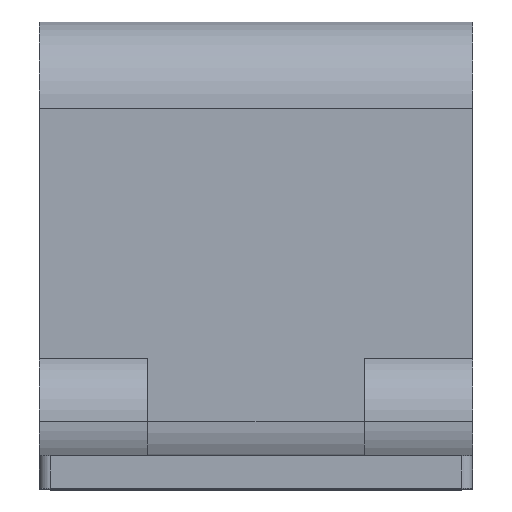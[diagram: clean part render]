
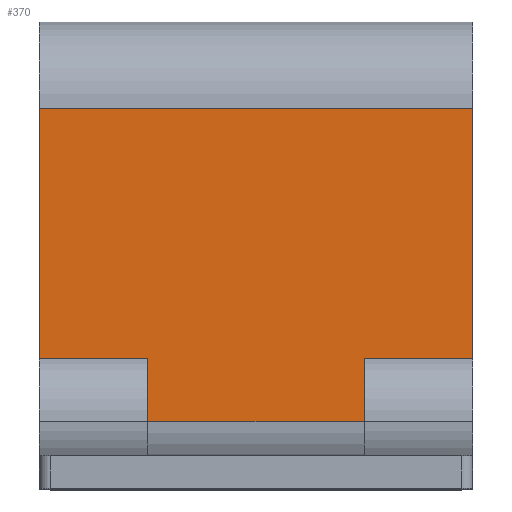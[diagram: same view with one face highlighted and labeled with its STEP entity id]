
A CAD part, top view. The second image highlights one B-rep face of the part: STEP entity #370.
In plain terms, the highlighted planar face has unit normal (0, 0, 1).
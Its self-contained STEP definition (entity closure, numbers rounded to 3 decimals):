
#1 = EDGE_CURVE ( 'NONE', #1389, #61, #425, .T. ) ;
#6 = EDGE_CURVE ( 'NONE', #1569, #1389, #435, .T. ) ;
#48 = ORIENTED_EDGE ( 'NONE', *, *, #423, .F. ) ;
#50 = EDGE_CURVE ( 'NONE', #366, #61, #569, .T. ) ;
#54 = ORIENTED_EDGE ( 'NONE', *, *, #1570, .F. ) ;
#55 = EDGE_CURVE ( 'NONE', #57, #1469, #484, .T. ) ;
#56 = ORIENTED_EDGE ( 'NONE', *, *, #55, .F. ) ;
#57 = VERTEX_POINT ( 'NONE', #480 ) ;
#58 = ORIENTED_EDGE ( 'NONE', *, *, #59, .F. ) ;
#59 = EDGE_CURVE ( 'NONE', #400, #57, #479, .T. ) ;
#61 = VERTEX_POINT ( 'NONE', #475 ) ;
#366 = VERTEX_POINT ( 'NONE', #560 ) ;
#370 = ADVANCED_FACE ( 'NONE', ( #554 ), #542, .F. ) ;
#371 = EDGE_LOOP ( 'NONE', ( #54, #56, #58, #48, #1824, #1388, #1386, #1385 ) ) ;
#386 = EDGE_CURVE ( 'NONE', #391, #366, #638, .T. ) ;
#391 = VERTEX_POINT ( 'NONE', #735 ) ;
#400 = VERTEX_POINT ( 'NONE', #687 ) ;
#423 = EDGE_CURVE ( 'NONE', #391, #400, #803, .T. ) ;
#425 = LINE ( 'NONE', #436, #440 ) ;
#426 = DIRECTION ( 'NONE',  ( 0., 1., 0. ) ) ;
#427 = VECTOR ( 'NONE', #426, 1000. ) ;
#428 = CARTESIAN_POINT ( 'NONE',  ( -5., -3.1, 3.1 ) ) ;
#435 = LINE ( 'NONE', #428, #427 ) ;
#436 = CARTESIAN_POINT ( 'NONE',  ( -10., 2.9, 3.1 ) ) ;
#439 = DIRECTION ( 'NONE',  ( -1., 0., 0. ) ) ;
#440 = VECTOR ( 'NONE', #439, 1000. ) ;
#475 = CARTESIAN_POINT ( 'NONE',  ( -10., 2.9, 3.1 ) ) ;
#476 = DIRECTION ( 'NONE',  ( -1., 0., 0. ) ) ;
#477 = VECTOR ( 'NONE', #476, 1000. ) ;
#478 = CARTESIAN_POINT ( 'NONE',  ( 5., 2.9, 3.1 ) ) ;
#479 = LINE ( 'NONE', #478, #477 ) ;
#480 = CARTESIAN_POINT ( 'NONE',  ( 5., 2.9, 3.1 ) ) ;
#481 = DIRECTION ( 'NONE',  ( 0., -1., 0. ) ) ;
#482 = VECTOR ( 'NONE', #481, 1000. ) ;
#483 = CARTESIAN_POINT ( 'NONE',  ( 5., -3.1, 3.1 ) ) ;
#484 = LINE ( 'NONE', #483, #482 ) ;
#538 = DIRECTION ( 'NONE',  ( 0., 1., 0. ) ) ;
#539 = DIRECTION ( 'NONE',  ( 0., 0., -1. ) ) ;
#540 = CARTESIAN_POINT ( 'NONE',  ( 10., 14.472, 3.1 ) ) ;
#541 = AXIS2_PLACEMENT_3D ( 'NONE', #540, #539, #538 ) ;
#542 = PLANE ( 'NONE',  #541 ) ;
#554 = FACE_OUTER_BOUND ( 'NONE', #371, .T. ) ;
#560 = CARTESIAN_POINT ( 'NONE',  ( -10., 14.472, 3.1 ) ) ;
#566 = DIRECTION ( 'NONE',  ( 0., -1., 0. ) ) ;
#567 = VECTOR ( 'NONE', #566, 1000. ) ;
#568 = CARTESIAN_POINT ( 'NONE',  ( -10., 14.472, 3.1 ) ) ;
#569 = LINE ( 'NONE', #568, #567 ) ;
#636 = DIRECTION ( 'NONE',  ( -1., 0., 0. ) ) ;
#637 = CARTESIAN_POINT ( 'NONE',  ( 10., 14.472, 3.1 ) ) ;
#638 = LINE ( 'NONE', #637, #656 ) ;
#656 = VECTOR ( 'NONE', #636, 1000. ) ;
#687 = CARTESIAN_POINT ( 'NONE',  ( 10., 2.9, 3.1 ) ) ;
#708 = CARTESIAN_POINT ( 'NONE',  ( 5., 0., 3.1 ) ) ;
#735 = CARTESIAN_POINT ( 'NONE',  ( 10., 14.472, 3.1 ) ) ;
#765 = CARTESIAN_POINT ( 'NONE',  ( -5., 2.9, 3.1 ) ) ;
#767 = DIRECTION ( 'NONE',  ( 0., -1., 0. ) ) ;
#768 = VECTOR ( 'NONE', #767, 1000. ) ;
#769 = CARTESIAN_POINT ( 'NONE',  ( 10., 14.472, 3.1 ) ) ;
#803 = LINE ( 'NONE', #769, #768 ) ;
#1064 = DIRECTION ( 'NONE',  ( -1., 0., 0. ) ) ;
#1065 = VECTOR ( 'NONE', #1064, 1000. ) ;
#1066 = CARTESIAN_POINT ( 'NONE',  ( 10., 0., 3.1 ) ) ;
#1067 = LINE ( 'NONE', #1066, #1065 ) ;
#1068 = CARTESIAN_POINT ( 'NONE',  ( -5., 0., 3.1 ) ) ;
#1385 = ORIENTED_EDGE ( 'NONE', *, *, #6, .F. ) ;
#1386 = ORIENTED_EDGE ( 'NONE', *, *, #1, .F. ) ;
#1388 = ORIENTED_EDGE ( 'NONE', *, *, #50, .T. ) ;
#1389 = VERTEX_POINT ( 'NONE', #765 ) ;
#1469 = VERTEX_POINT ( 'NONE', #708 ) ;
#1569 = VERTEX_POINT ( 'NONE', #1068 ) ;
#1570 = EDGE_CURVE ( 'NONE', #1469, #1569, #1067, .T. ) ;
#1824 = ORIENTED_EDGE ( 'NONE', *, *, #386, .T. ) ;
